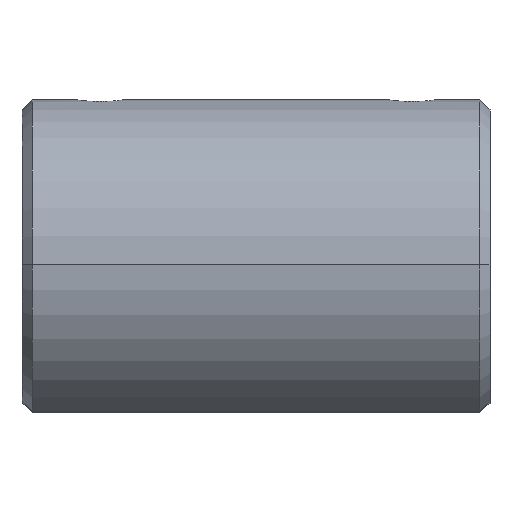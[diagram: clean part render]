
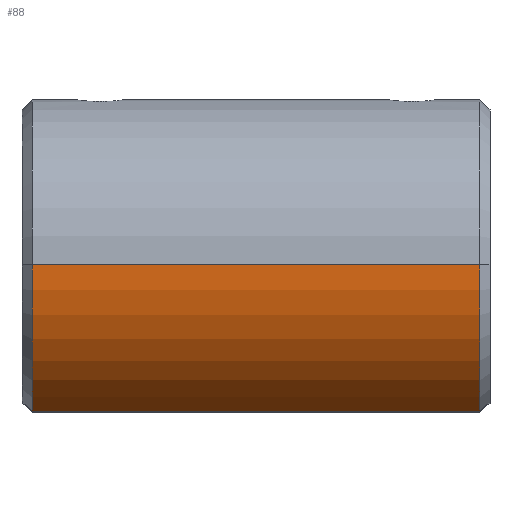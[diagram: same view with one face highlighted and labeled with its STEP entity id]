
A CAD part, top view. The second image highlights one B-rep face of the part: STEP entity #88.
In plain terms, the highlighted cylindrical face has radius 21.2 mm (diameter 42.4 mm), a partial arc.
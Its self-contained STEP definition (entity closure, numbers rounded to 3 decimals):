
#4 = DIRECTION ( 'NONE',  ( 0., 0., 1. ) ) ;
#48 = EDGE_CURVE ( 'NONE', #767, #431, #170, .T. ) ;
#63 = DIRECTION ( 'NONE',  ( 0., 0., 1. ) ) ;
#80 = CARTESIAN_POINT ( 'NONE',  ( 30., 0., 21.2 ) ) ;
#84 = CARTESIAN_POINT ( 'NONE',  ( 30., -18.71, 9.968 ) ) ;
#88 = ADVANCED_FACE ( 'NONE', ( #765 ), #841, .T. ) ;
#89 = DIRECTION ( 'NONE',  ( -1., 0., 0. ) ) ;
#139 = CARTESIAN_POINT ( 'NONE',  ( -28.7, -18.71, 9.968 ) ) ;
#170 = LINE ( 'NONE', #84, #402 ) ;
#183 = VERTEX_POINT ( 'NONE', #939 ) ;
#205 = EDGE_CURVE ( 'NONE', #299, #431, #864, .T. ) ;
#222 = DIRECTION ( 'NONE',  ( -1., 0., 0. ) ) ;
#246 = DIRECTION ( 'NONE',  ( 1., 0., 0. ) ) ;
#299 = VERTEX_POINT ( 'NONE', #867 ) ;
#402 = VECTOR ( 'NONE', #1090, 1000. ) ;
#431 = VERTEX_POINT ( 'NONE', #139 ) ;
#488 = CARTESIAN_POINT ( 'NONE',  ( 28.7, -18.71, 9.968 ) ) ;
#517 = ORIENTED_EDGE ( 'NONE', *, *, #205, .T. ) ;
#543 = AXIS2_PLACEMENT_3D ( 'NONE', #1016, #89, #4 ) ;
#577 = EDGE_CURVE ( 'NONE', #767, #183, #882, .T. ) ;
#750 = CARTESIAN_POINT ( 'NONE',  ( -28.7, 0., 0. ) ) ;
#765 = FACE_OUTER_BOUND ( 'NONE', #992, .T. ) ;
#767 = VERTEX_POINT ( 'NONE', #488 ) ;
#770 = LINE ( 'NONE', #80, #953 ) ;
#793 = AXIS2_PLACEMENT_3D ( 'NONE', #817, #222, #63 ) ;
#817 = CARTESIAN_POINT ( 'NONE',  ( 28.7, 0., 0. ) ) ;
#823 = ORIENTED_EDGE ( 'NONE', *, *, #577, .T. ) ;
#827 = DIRECTION ( 'NONE',  ( -1., 0., 0. ) ) ;
#841 = CYLINDRICAL_SURFACE ( 'NONE', #543, 21.2 ) ;
#861 = EDGE_CURVE ( 'NONE', #183, #299, #770, .T. ) ;
#864 = CIRCLE ( 'NONE', #972, 21.2 ) ;
#867 = CARTESIAN_POINT ( 'NONE',  ( -28.7, 0., 21.2 ) ) ;
#882 = CIRCLE ( 'NONE', #793, 21.2 ) ;
#939 = CARTESIAN_POINT ( 'NONE',  ( 28.7, 0., 21.2 ) ) ;
#953 = VECTOR ( 'NONE', #827, 1000. ) ;
#972 = AXIS2_PLACEMENT_3D ( 'NONE', #750, #246, #1004 ) ;
#992 = EDGE_LOOP ( 'NONE', ( #823, #1028, #517, #1039 ) ) ;
#1004 = DIRECTION ( 'NONE',  ( 0., 0., 1. ) ) ;
#1016 = CARTESIAN_POINT ( 'NONE',  ( 30., 0., 0. ) ) ;
#1028 = ORIENTED_EDGE ( 'NONE', *, *, #861, .T. ) ;
#1039 = ORIENTED_EDGE ( 'NONE', *, *, #48, .F. ) ;
#1090 = DIRECTION ( 'NONE',  ( -1., 0., 0. ) ) ;
